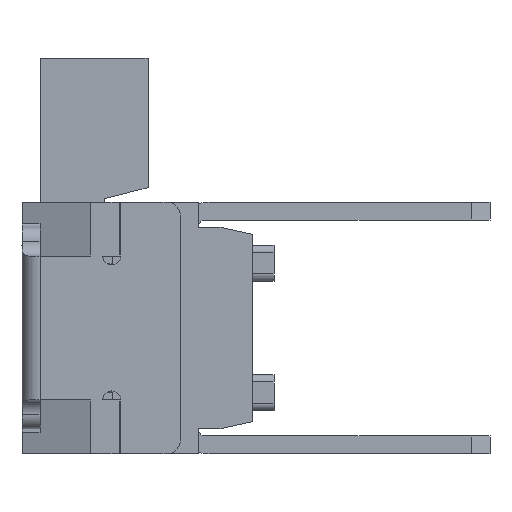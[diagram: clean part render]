
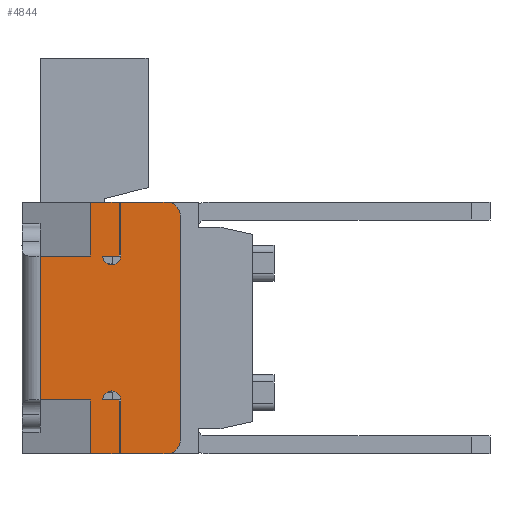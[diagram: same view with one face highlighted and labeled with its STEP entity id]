
A CAD part, left-side view. The second image highlights one B-rep face of the part: STEP entity #4844.
In plain terms, the highlighted planar face has unit normal (-1, 0, 0).
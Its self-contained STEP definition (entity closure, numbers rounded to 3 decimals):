
#193=CIRCLE('',#6687,0.125);
#194=CIRCLE('',#6688,0.2);
#195=CIRCLE('',#6689,0.2);
#196=CIRCLE('',#6690,0.125);
#1285=ORIENTED_EDGE('',*,*,#2275,.T.);
#1286=ORIENTED_EDGE('',*,*,#1873,.F.);
#1287=ORIENTED_EDGE('',*,*,#2183,.F.);
#1288=ORIENTED_EDGE('',*,*,#2058,.F.);
#1289=ORIENTED_EDGE('',*,*,#1960,.F.);
#1290=ORIENTED_EDGE('',*,*,#2110,.F.);
#1291=ORIENTED_EDGE('',*,*,#2276,.T.);
#1292=ORIENTED_EDGE('',*,*,#2277,.F.);
#1293=ORIENTED_EDGE('',*,*,#2056,.F.);
#1294=ORIENTED_EDGE('',*,*,#2278,.F.);
#1295=ORIENTED_EDGE('',*,*,#2279,.F.);
#1296=ORIENTED_EDGE('',*,*,#2280,.F.);
#1297=ORIENTED_EDGE('',*,*,#2041,.F.);
#1298=ORIENTED_EDGE('',*,*,#2281,.F.);
#1299=ORIENTED_EDGE('',*,*,#2282,.T.);
#1300=ORIENTED_EDGE('',*,*,#2113,.F.);
#1301=ORIENTED_EDGE('',*,*,#1955,.F.);
#1302=ORIENTED_EDGE('',*,*,#2038,.F.);
#1303=ORIENTED_EDGE('',*,*,#2182,.F.);
#1304=ORIENTED_EDGE('',*,*,#1863,.T.);
#1863=EDGE_CURVE('',#2523,#2521,#3022,.T.);
#1873=EDGE_CURVE('',#2532,#2528,#3031,.T.);
#1955=EDGE_CURVE('',#2612,#2613,#3091,.T.);
#1960=EDGE_CURVE('',#2616,#2617,#3096,.T.);
#2038=EDGE_CURVE('',#2678,#2612,#3169,.T.);
#2041=EDGE_CURVE('',#2680,#2681,#3172,.T.);
#2056=EDGE_CURVE('',#2686,#2687,#3183,.T.);
#2058=EDGE_CURVE('',#2617,#2688,#3185,.T.);
#2110=EDGE_CURVE('',#2715,#2616,#3227,.T.);
#2113=EDGE_CURVE('',#2613,#2716,#3230,.T.);
#2182=EDGE_CURVE('',#2523,#2678,#3279,.T.);
#2183=EDGE_CURVE('',#2688,#2532,#3280,.T.);
#2275=EDGE_CURVE('',#2521,#2528,#3346,.T.);
#2276=EDGE_CURVE('',#2715,#2803,#193,.T.);
#2277=EDGE_CURVE('',#2687,#2803,#3347,.T.);
#2278=EDGE_CURVE('',#2804,#2686,#194,.T.);
#2279=EDGE_CURVE('',#2805,#2804,#3348,.T.);
#2280=EDGE_CURVE('',#2681,#2805,#195,.T.);
#2281=EDGE_CURVE('',#2806,#2680,#3349,.T.);
#2282=EDGE_CURVE('',#2806,#2716,#196,.T.);
#2521=VERTEX_POINT('',#8531);
#2523=VERTEX_POINT('',#8534);
#2528=VERTEX_POINT('',#8545);
#2532=VERTEX_POINT('',#8553);
#2612=VERTEX_POINT('',#8721);
#2613=VERTEX_POINT('',#8722);
#2616=VERTEX_POINT('',#8730);
#2617=VERTEX_POINT('',#8732);
#2678=VERTEX_POINT('',#8878);
#2680=VERTEX_POINT('',#8883);
#2681=VERTEX_POINT('',#8885);
#2686=VERTEX_POINT('',#8907);
#2687=VERTEX_POINT('',#8909);
#2688=VERTEX_POINT('',#8912);
#2715=VERTEX_POINT('',#9001);
#2716=VERTEX_POINT('',#9007);
#2803=VERTEX_POINT('',#9340);
#2804=VERTEX_POINT('',#9343);
#2805=VERTEX_POINT('',#9345);
#2806=VERTEX_POINT('',#9348);
#3022=LINE('',#8533,#3597);
#3031=LINE('',#8554,#3606);
#3091=LINE('',#8720,#3666);
#3096=LINE('',#8731,#3671);
#3169=LINE('',#8879,#3744);
#3172=LINE('',#8884,#3747);
#3183=LINE('',#8908,#3758);
#3185=LINE('',#8911,#3760);
#3227=LINE('',#9002,#3802);
#3230=LINE('',#9006,#3805);
#3279=LINE('',#9135,#3854);
#3280=LINE('',#9137,#3855);
#3346=LINE('',#9338,#3921);
#3347=LINE('',#9341,#3922);
#3348=LINE('',#9344,#3923);
#3349=LINE('',#9347,#3924);
#3597=VECTOR('',#7127,1000.);
#3606=VECTOR('',#7140,1000.);
#3666=VECTOR('',#7254,1000.);
#3671=VECTOR('',#7261,1000.);
#3744=VECTOR('',#7360,1000.);
#3747=VECTOR('',#7363,1000.);
#3758=VECTOR('',#7388,1000.);
#3760=VECTOR('',#7390,1000.);
#3802=VECTOR('',#7474,1000.);
#3805=VECTOR('',#7479,1000.);
#3854=VECTOR('',#7594,1000.);
#3855=VECTOR('',#7597,1000.);
#3921=VECTOR('',#7853,1000.);
#3922=VECTOR('',#7856,1000.);
#3923=VECTOR('',#7859,1000.);
#3924=VECTOR('',#7862,1000.);
#4168=EDGE_LOOP('',(#1285,#1286,#1287,#1288,#1289,#1290,#1291,#1292,#1293,
#1294,#1295,#1296,#1297,#1298,#1299,#1300,#1301,#1302,#1303,#1304));
#4420=FACE_BOUND('',#4168,.T.);
#4638=PLANE('',#6686);
#4844=ADVANCED_FACE('',(#4420),#4638,.T.);
#6686=AXIS2_PLACEMENT_3D('',#9337,#7851,#7852);
#6687=AXIS2_PLACEMENT_3D('',#9339,#7854,#7855);
#6688=AXIS2_PLACEMENT_3D('',#9342,#7857,#7858);
#6689=AXIS2_PLACEMENT_3D('',#9346,#7860,#7861);
#6690=AXIS2_PLACEMENT_3D('',#9349,#7863,#7864);
#7127=DIRECTION('',(0.,1.,0.));
#7140=DIRECTION('',(0.,1.,0.));
#7254=DIRECTION('',(0.,0.,-1.));
#7261=DIRECTION('',(0.,0.,-1.));
#7360=DIRECTION('',(0.,-1.,0.));
#7363=DIRECTION('',(0.,-1.,0.));
#7388=DIRECTION('',(0.,1.,0.));
#7390=DIRECTION('',(0.,1.,0.));
#7474=DIRECTION('',(0.,-1.,0.));
#7479=DIRECTION('',(0.,1.,0.));
#7594=DIRECTION('',(0.,0.,1.));
#7597=DIRECTION('',(0.,0.,1.));
#7851=DIRECTION('',(-1.,0.,0.));
#7852=DIRECTION('',(0.,0.,1.));
#7853=DIRECTION('',(0.,0.,-1.));
#7854=DIRECTION('',(1.,0.,0.));
#7855=DIRECTION('',(0.,0.,-1.));
#7856=DIRECTION('',(0.,0.,1.));
#7857=DIRECTION('',(1.,0.,0.));
#7858=DIRECTION('',(0.,0.,-1.));
#7859=DIRECTION('',(0.,0.,-1.));
#7860=DIRECTION('',(1.,0.,0.));
#7861=DIRECTION('',(0.,0.,-1.));
#7862=DIRECTION('',(0.,0.,1.));
#7863=DIRECTION('',(1.,0.,0.));
#7864=DIRECTION('',(0.,0.,-1.));
#8531=CARTESIAN_POINT('',(-4.25,-0.25,1.));
#8533=CARTESIAN_POINT('',(-4.25,-0.25,1.));
#8534=CARTESIAN_POINT('',(-4.25,-0.95,1.));
#8545=CARTESIAN_POINT('',(-4.25,-0.25,-1.));
#8553=CARTESIAN_POINT('',(-4.25,-0.95,-1.));
#8554=CARTESIAN_POINT('',(-4.25,-0.25,-1.));
#8720=CARTESIAN_POINT('',(-4.25,-1.35,0.));
#8721=CARTESIAN_POINT('',(-4.25,-1.35,1.75));
#8722=CARTESIAN_POINT('',(-4.25,-1.35,1.));
#8730=CARTESIAN_POINT('',(-4.25,-1.35,-1.));
#8731=CARTESIAN_POINT('',(-4.25,-1.35,0.));
#8732=CARTESIAN_POINT('',(-4.25,-1.35,-1.75));
#8878=CARTESIAN_POINT('',(-4.25,-0.95,1.75));
#8879=CARTESIAN_POINT('',(-4.25,0.,1.75));
#8883=CARTESIAN_POINT('',(-4.25,-1.37,1.75));
#8884=CARTESIAN_POINT('',(-4.25,-1.37,1.75));
#8885=CARTESIAN_POINT('',(-4.25,-2.,1.75));
#8907=CARTESIAN_POINT('',(-4.25,-2.,-1.75));
#8908=CARTESIAN_POINT('',(-4.25,-2.,-1.75));
#8909=CARTESIAN_POINT('',(-4.25,-1.37,-1.75));
#8911=CARTESIAN_POINT('',(-4.25,-2.45,-1.75));
#8912=CARTESIAN_POINT('',(-4.25,-0.95,-1.75));
#9001=CARTESIAN_POINT('',(-4.25,-1.12,-1.));
#9002=CARTESIAN_POINT('',(-4.25,-0.25,-1.));
#9006=CARTESIAN_POINT('',(-4.25,-1.25,1.));
#9007=CARTESIAN_POINT('',(-4.25,-1.12,1.));
#9135=CARTESIAN_POINT('',(-4.25,-0.95,0.));
#9137=CARTESIAN_POINT('',(-4.25,-0.95,0.));
#9337=CARTESIAN_POINT('',(-4.25,-0.25,-1.));
#9338=CARTESIAN_POINT('',(-4.25,-0.25,1.2));
#9339=CARTESIAN_POINT('',(-4.25,-1.245,-1.));
#9340=CARTESIAN_POINT('',(-4.25,-1.37,-1.));
#9341=CARTESIAN_POINT('',(-4.25,-1.37,-1.75));
#9342=CARTESIAN_POINT('',(-4.25,-2.,-1.55));
#9343=CARTESIAN_POINT('',(-4.25,-2.2,-1.55));
#9344=CARTESIAN_POINT('',(-4.25,-2.2,1.55));
#9345=CARTESIAN_POINT('',(-4.25,-2.2,1.55));
#9346=CARTESIAN_POINT('',(-4.25,-2.,1.55));
#9347=CARTESIAN_POINT('',(-4.25,-1.37,1.));
#9348=CARTESIAN_POINT('',(-4.25,-1.37,1.));
#9349=CARTESIAN_POINT('',(-4.25,-1.245,1.));
